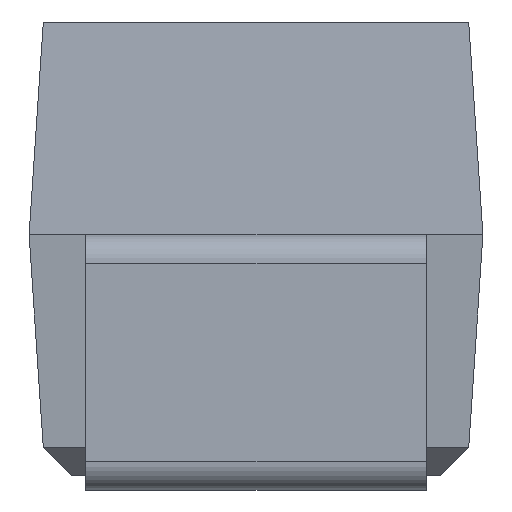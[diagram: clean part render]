
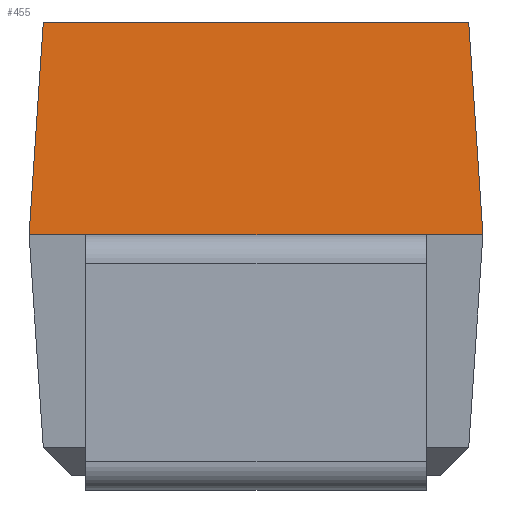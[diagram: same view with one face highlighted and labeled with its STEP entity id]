
A CAD part, left-side view. The second image highlights one B-rep face of the part: STEP entity #455.
In plain terms, the highlighted planar face has unit normal (-0.998, 0, 0.067).
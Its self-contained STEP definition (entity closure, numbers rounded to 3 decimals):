
#129 = VERTEX_POINT('',#130);
#130 = CARTESIAN_POINT('',(-1.6,0.8,0.9));
#191 = VERTEX_POINT('',#192);
#192 = CARTESIAN_POINT('',(-1.6,-0.8,0.9));
#320 = EDGE_CURVE('',#191,#321,#323,.T.);
#321 = VERTEX_POINT('',#322);
#322 = CARTESIAN_POINT('',(-1.6,-0.6,0.9));
#323 = LINE('',#324,#325);
#324 = CARTESIAN_POINT('',(-1.6,0.8,0.9));
#325 = VECTOR('',#326,1.);
#326 = DIRECTION('',(0.,1.,0.));
#328 = EDGE_CURVE('',#321,#329,#331,.T.);
#329 = VERTEX_POINT('',#330);
#330 = CARTESIAN_POINT('',(-1.6,0.6,0.9));
#331 = LINE('',#332,#333);
#332 = CARTESIAN_POINT('',(-1.6,0.8,0.9));
#333 = VECTOR('',#334,1.);
#334 = DIRECTION('',(0.,1.,0.));
#336 = EDGE_CURVE('',#329,#129,#337,.T.);
#337 = LINE('',#338,#339);
#338 = CARTESIAN_POINT('',(-1.6,0.8,0.9));
#339 = VECTOR('',#340,1.);
#340 = DIRECTION('',(0.,1.,0.));
#367 = VERTEX_POINT('',#368);
#368 = CARTESIAN_POINT('',(-1.55,0.75,1.65));
#374 = EDGE_CURVE('',#367,#129,#375,.T.);
#375 = LINE('',#376,#377);
#376 = CARTESIAN_POINT('',(-1.536,0.736,1.858
    ));
#377 = VECTOR('',#378,1.);
#378 = DIRECTION('',(-0.066,0.066,
    -0.996));
#417 = EDGE_CURVE('',#191,#418,#420,.T.);
#418 = VERTEX_POINT('',#419);
#419 = CARTESIAN_POINT('',(-1.55,-0.75,1.65));
#420 = LINE('',#421,#422);
#421 = CARTESIAN_POINT('',(-1.536,-0.736,
    1.858));
#422 = VECTOR('',#423,1.);
#423 = DIRECTION('',(0.066,0.066,
    0.996));
#455 = ADVANCED_FACE('',(#456),#469,.F.);
#456 = FACE_BOUND('',#457,.F.);
#457 = EDGE_LOOP('',(#458,#459,#465,#466,#467,#468));
#458 = ORIENTED_EDGE('',*,*,#374,.F.);
#459 = ORIENTED_EDGE('',*,*,#460,.T.);
#460 = EDGE_CURVE('',#367,#418,#461,.T.);
#461 = LINE('',#462,#463);
#462 = CARTESIAN_POINT('',(-1.55,-0.8,1.65));
#463 = VECTOR('',#464,1.);
#464 = DIRECTION('',(0.,-1.,0.));
#465 = ORIENTED_EDGE('',*,*,#417,.F.);
#466 = ORIENTED_EDGE('',*,*,#320,.T.);
#467 = ORIENTED_EDGE('',*,*,#328,.T.);
#468 = ORIENTED_EDGE('',*,*,#336,.T.);
#469 = PLANE('',#470);
#470 = AXIS2_PLACEMENT_3D('',#471,#472,#473);
#471 = CARTESIAN_POINT('',(-1.55,-0.8,1.65));
#472 = DIRECTION('',(0.998,0.,
    -0.067));
#473 = DIRECTION('',(0.067,0.,
    0.998));
